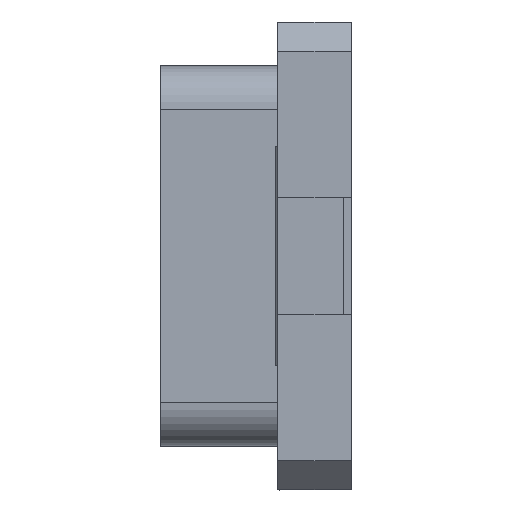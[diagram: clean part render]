
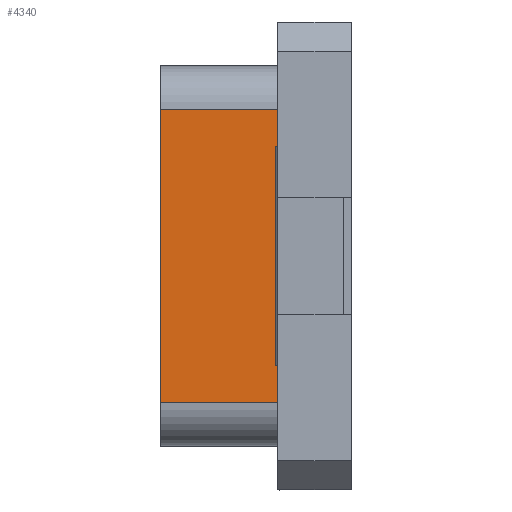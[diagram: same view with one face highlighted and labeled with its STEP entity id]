
A CAD part, left-side view. The second image highlights one B-rep face of the part: STEP entity #4340.
In plain terms, the highlighted planar face has unit normal (-1, 0, 0).
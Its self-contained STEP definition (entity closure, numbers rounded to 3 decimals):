
#62 = EDGE_CURVE ( 'NONE', #4210, #456, #713, .T. ) ;
#166 = ORIENTED_EDGE ( 'NONE', *, *, #1453, .F. ) ;
#230 = ORIENTED_EDGE ( 'NONE', *, *, #62, .T. ) ;
#251 = DIRECTION ( 'NONE',  ( 1., 0., 0. ) ) ;
#456 = VERTEX_POINT ( 'NONE', #1095 ) ;
#493 = VECTOR ( 'NONE', #2389, 1000. ) ;
#496 = ORIENTED_EDGE ( 'NONE', *, *, #5131, .T. ) ;
#633 = LINE ( 'NONE', #1921, #493 ) ;
#696 = VERTEX_POINT ( 'NONE', #5419 ) ;
#713 = LINE ( 'NONE', #1275, #5475 ) ;
#799 = LINE ( 'NONE', #5239, #3023 ) ;
#1095 = CARTESIAN_POINT ( 'NONE',  ( -2.2, 0.25, -0.75 ) ) ;
#1213 = VECTOR ( 'NONE', #5794, 1000. ) ;
#1275 = CARTESIAN_POINT ( 'NONE',  ( -2.2, 0.25, 1. ) ) ;
#1382 = EDGE_CURVE ( 'NONE', #2314, #4210, #1613, .T. ) ;
#1453 = EDGE_CURVE ( 'NONE', #2314, #5743, #4753, .T. ) ;
#1535 = CARTESIAN_POINT ( 'NONE',  ( -2.2, 0.25, 0.75 ) ) ;
#1593 = EDGE_CURVE ( 'NONE', #4254, #4804, #1807, .T. ) ;
#1613 = LINE ( 'NONE', #4507, #3862 ) ;
#1729 = ORIENTED_EDGE ( 'NONE', *, *, #5619, .F. ) ;
#1807 = LINE ( 'NONE', #2064, #5385 ) ;
#1886 = LINE ( 'NONE', #5079, #5483 ) ;
#1921 = CARTESIAN_POINT ( 'NONE',  ( -2.2, 0.25, -0.75 ) ) ;
#1927 = DIRECTION ( 'NONE',  ( 0., 0., -1. ) ) ;
#1956 = EDGE_CURVE ( 'NONE', #5743, #4888, #5607, .T. ) ;
#2005 = CARTESIAN_POINT ( 'NONE',  ( -2.2, 1.05, 1. ) ) ;
#2064 = CARTESIAN_POINT ( 'NONE',  ( -2.2, 0.25, 0.75 ) ) ;
#2152 = VECTOR ( 'NONE', #5220, 1000. ) ;
#2198 = CARTESIAN_POINT ( 'NONE',  ( -2.2, 1.05, 1. ) ) ;
#2314 = VERTEX_POINT ( 'NONE', #2704 ) ;
#2389 = DIRECTION ( 'NONE',  ( 0., 1., 0. ) ) ;
#2495 = CARTESIAN_POINT ( 'NONE',  ( -2.2, 1.05, 1. ) ) ;
#2584 = DIRECTION ( 'NONE',  ( 0., 0., 1. ) ) ;
#2645 = EDGE_CURVE ( 'NONE', #456, #696, #633, .T. ) ;
#2704 = CARTESIAN_POINT ( 'NONE',  ( -2.2, 1.05, -1. ) ) ;
#2888 = DIRECTION ( 'NONE',  ( 0., 1., 0. ) ) ;
#2916 = PLANE ( 'NONE',  #3769 ) ;
#2968 = ORIENTED_EDGE ( 'NONE', *, *, #2645, .T. ) ;
#2995 = CARTESIAN_POINT ( 'NONE',  ( -2.2, 0.25, -1. ) ) ;
#3023 = VECTOR ( 'NONE', #3467, 1000. ) ;
#3186 = CARTESIAN_POINT ( 'NONE',  ( -2.2, 0.265, 0.75 ) ) ;
#3379 = DIRECTION ( 'NONE',  ( 0., 0., -1. ) ) ;
#3467 = DIRECTION ( 'NONE',  ( 0., 0., 1. ) ) ;
#3662 = ORIENTED_EDGE ( 'NONE', *, *, #1956, .F. ) ;
#3670 = FACE_OUTER_BOUND ( 'NONE', #4262, .T. ) ;
#3769 = AXIS2_PLACEMENT_3D ( 'NONE', #2005, #251, #3379 ) ;
#3862 = VECTOR ( 'NONE', #4038, 1000. ) ;
#3915 = ORIENTED_EDGE ( 'NONE', *, *, #1382, .T. ) ;
#4038 = DIRECTION ( 'NONE',  ( 0., -1., 0. ) ) ;
#4157 = CARTESIAN_POINT ( 'NONE',  ( -2.2, 0.25, 1. ) ) ;
#4210 = VERTEX_POINT ( 'NONE', #2995 ) ;
#4254 = VERTEX_POINT ( 'NONE', #1535 ) ;
#4262 = EDGE_LOOP ( 'NONE', ( #5253, #496, #3662, #166, #3915, #230, #2968, #1729 ) ) ;
#4340 = ADVANCED_FACE ( 'NONE', ( #3670 ), #2916, .F. ) ;
#4507 = CARTESIAN_POINT ( 'NONE',  ( -2.2, 1.05, -1. ) ) ;
#4753 = LINE ( 'NONE', #5358, #1213 ) ;
#4804 = VERTEX_POINT ( 'NONE', #3186 ) ;
#4888 = VERTEX_POINT ( 'NONE', #4157 ) ;
#5079 = CARTESIAN_POINT ( 'NONE',  ( -2.2, 0.265, 0.75 ) ) ;
#5131 = EDGE_CURVE ( 'NONE', #4254, #4888, #799, .T. ) ;
#5220 = DIRECTION ( 'NONE',  ( 0., -1., 0. ) ) ;
#5239 = CARTESIAN_POINT ( 'NONE',  ( -2.2, 0.25, 1. ) ) ;
#5253 = ORIENTED_EDGE ( 'NONE', *, *, #1593, .F. ) ;
#5358 = CARTESIAN_POINT ( 'NONE',  ( -2.2, 1.05, 1. ) ) ;
#5385 = VECTOR ( 'NONE', #2888, 1000. ) ;
#5419 = CARTESIAN_POINT ( 'NONE',  ( -2.2, 0.265, -0.75 ) ) ;
#5475 = VECTOR ( 'NONE', #2584, 1000. ) ;
#5483 = VECTOR ( 'NONE', #1927, 1000. ) ;
#5607 = LINE ( 'NONE', #2495, #2152 ) ;
#5619 = EDGE_CURVE ( 'NONE', #4804, #696, #1886, .T. ) ;
#5743 = VERTEX_POINT ( 'NONE', #2198 ) ;
#5794 = DIRECTION ( 'NONE',  ( 0., 0., 1. ) ) ;
